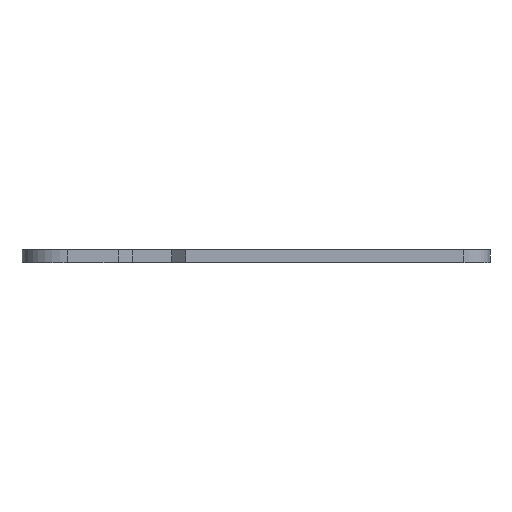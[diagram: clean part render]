
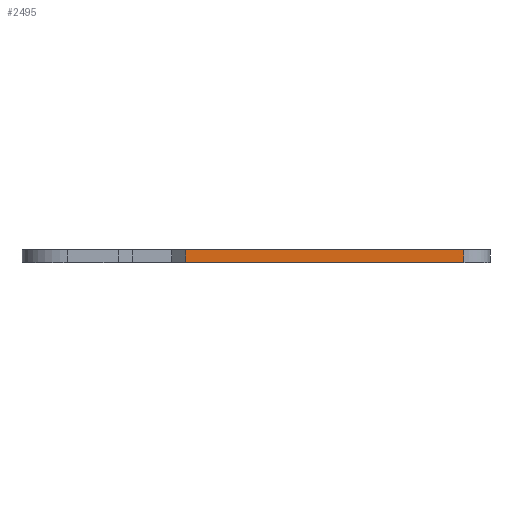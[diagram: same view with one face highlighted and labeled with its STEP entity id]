
A CAD part, left-side view. The second image highlights one B-rep face of the part: STEP entity #2495.
In plain terms, the highlighted planar face has unit normal (-1, 0, 0).
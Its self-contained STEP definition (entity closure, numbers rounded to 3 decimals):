
#195=CARTESIAN_POINT('',(-40.0,-12.6,0.5));
#196=VERTEX_POINT('',#195);
#203=CARTESIAN_POINT('',(-40.,-34.0,0.5));
#204=VERTEX_POINT('',#203);
#205=CARTESIAN_POINT('',(-40.,-34.0,0.5));
#206=DIRECTION('',(0.0,1.0,0.0));
#207=VECTOR('',#206,21.4);
#208=LINE('',#205,#207);
#209=EDGE_CURVE('',#204,#196,#208,.T.);
#1458=CARTESIAN_POINT('',(-40.,-34.0,-0.5));
#1459=VERTEX_POINT('',#1458);
#1467=CARTESIAN_POINT('',(-40.0,-12.6,-0.5));
#1468=VERTEX_POINT('',#1467);
#1469=CARTESIAN_POINT('',(-40.0,-12.6,-0.5));
#1470=DIRECTION('',(0.0,-1.0,0.0));
#1471=VECTOR('',#1470,21.4);
#1472=LINE('',#1469,#1471);
#1473=EDGE_CURVE('',#1468,#1459,#1472,.T.);
#1674=CARTESIAN_POINT('',(-40.,-34.0,0.5));
#1675=DIRECTION('',(0.0,0.0,-1.0));
#1676=VECTOR('',#1675,1.0);
#1677=LINE('',#1674,#1676);
#1678=EDGE_CURVE('',#204,#1459,#1677,.T.);
#2405=CARTESIAN_POINT('',(-40.0,-12.6,0.5));
#2406=DIRECTION('',(0.0,0.0,-1.0));
#2407=VECTOR('',#2406,1.0);
#2408=LINE('',#2405,#2407);
#2409=EDGE_CURVE('',#196,#1468,#2408,.T.);
#2484=CARTESIAN_POINT('',(-40.,-36.0,0.0));
#2485=DIRECTION('',(-1.0,0.0,0.0));
#2486=DIRECTION('',(0.0,0.0,1.0));
#2487=AXIS2_PLACEMENT_3D('',#2484,#2485,#2486);
#2488=PLANE('',#2487);
#2489=ORIENTED_EDGE('',*,*,#1678,.F.);
#2490=ORIENTED_EDGE('',*,*,#209,.T.);
#2491=ORIENTED_EDGE('',*,*,#2409,.T.);
#2492=ORIENTED_EDGE('',*,*,#1473,.T.);
#2493=EDGE_LOOP('',(#2489,#2490,#2491,#2492));
#2494=FACE_OUTER_BOUND('',#2493,.T.);
#2495=ADVANCED_FACE('',(#2494),#2488,.T.);
